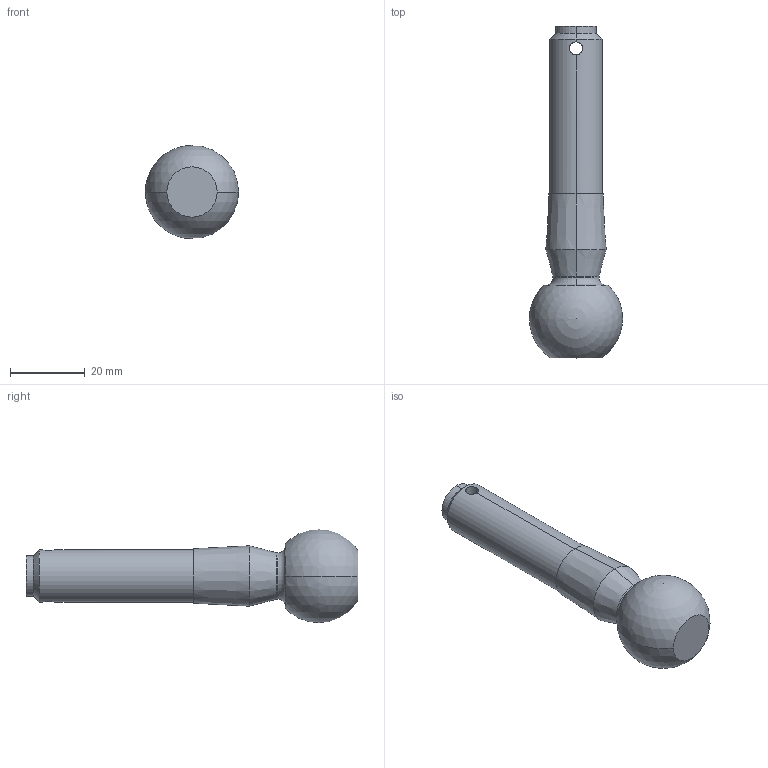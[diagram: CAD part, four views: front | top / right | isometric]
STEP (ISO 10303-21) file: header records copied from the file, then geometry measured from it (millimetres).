
FILE_DESCRIPTION (( 'STEP AP214' ), '1' );
FILE_NAME ('000012-01.STEP', '2022-07-17T12:45:59', ( '' ), ( '' ), 'SwSTEP 2.0', 'SolidWorks 2014', '' );
FILE_SCHEMA (( 'AUTOMOTIVE_DESIGN' ));
Length unit declared in the file: millimetre
Products named in the file (1): 000012-01
Bounding box: 25 x 89 x 25 mm (x, y, z)
Volume: 18496.3 mm3; surface area: 5131.7 mm2
Topology: 1 solids, 1 shells, 22 faces, 55 edges, 33 vertices
Faces by surface type: cylinder 6, cone 6, torus 4, plane 4, sphere 2
Entity records: 774 total; most frequent: CARTESIAN_POINT 211, DIRECTION 116, ORIENTED_EDGE 100, AXIS2_PLACEMENT_3D 51, EDGE_CURVE 50, VERTEX_POINT 30, CIRCLE 28, EDGE_LOOP 24
